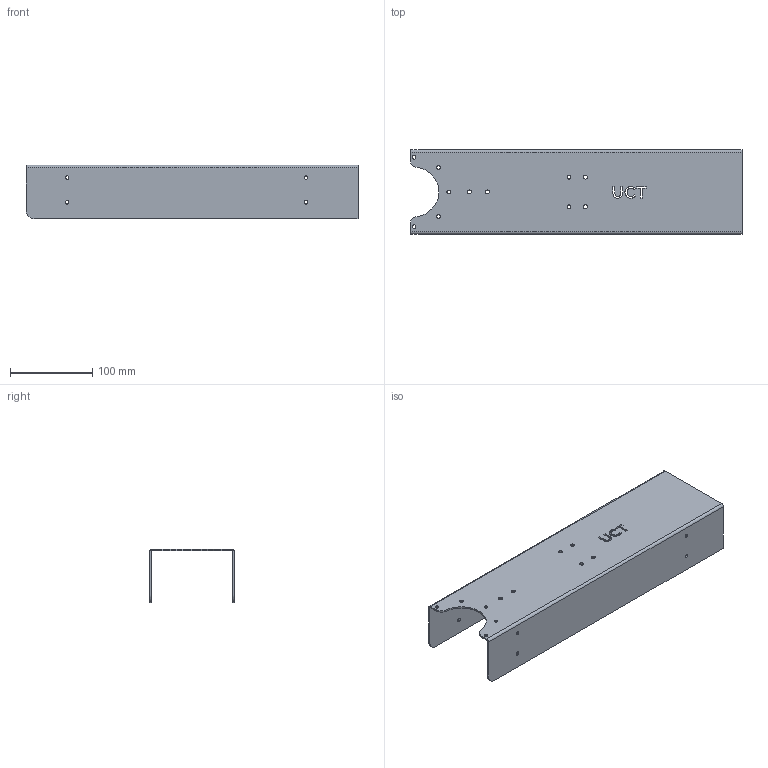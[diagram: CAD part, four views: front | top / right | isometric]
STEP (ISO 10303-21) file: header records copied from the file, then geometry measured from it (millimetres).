
FILE_DESCRIPTION (( 'STEP AP203' ), '1' );
FILE_NAME ('left_spine_front_Default_sldprt.STEP', '2024-06-10T11:30:50', ( '' ), ( '' ), 'SwSTEP 2.0', 'SolidWorks 2020', '' );
FILE_SCHEMA (( 'CONFIG_CONTROL_DESIGN' ));
Length unit declared in the file: millimetre
Products named in the file (1): left_spine_front_Default_sldprt
Bounding box: 403 x 102.5 x 65 mm (x, y, z)
Volume: 177823.3 mm3; surface area: 181489.1 mm2
Topology: 1 solids, 1 shells, 102 faces, 284 edges, 184 vertices
Faces by surface type: cylinder 55, plane 35, bspline 12
Entity records: 4167 total; most frequent: CARTESIAN_POINT 1351, ORIENTED_EDGE 568, DIRECTION 552, EDGE_CURVE 284, AXIS2_PLACEMENT_3D 201, VERTEX_POINT 184, EDGE_LOOP 154, LINE 150
